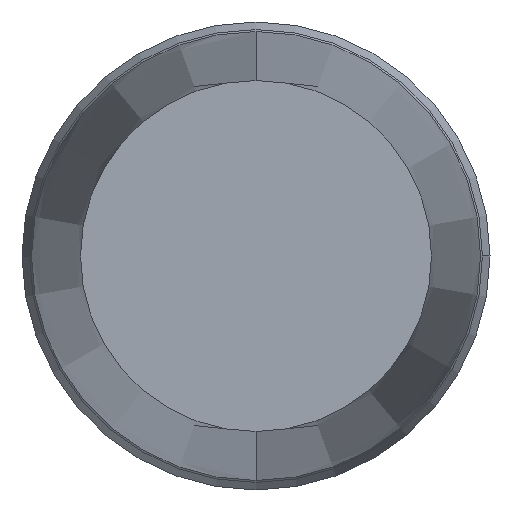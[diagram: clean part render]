
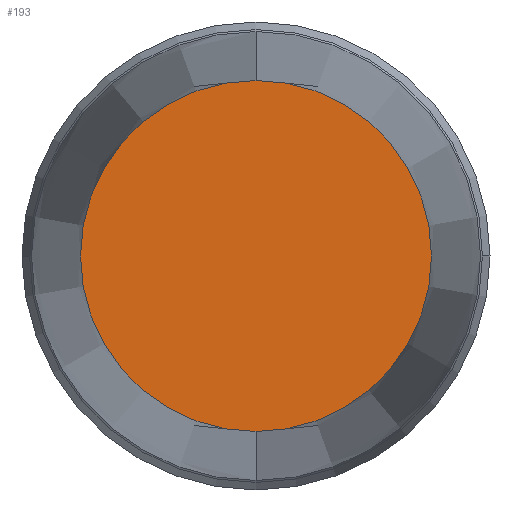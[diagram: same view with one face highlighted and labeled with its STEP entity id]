
A CAD part, front view. The second image highlights one B-rep face of the part: STEP entity #193.
In plain terms, the highlighted planar face has unit normal (0, -1, 0).
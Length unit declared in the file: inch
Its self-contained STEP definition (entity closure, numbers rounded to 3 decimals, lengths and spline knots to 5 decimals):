
#1 = AXIS2_PLACEMENT_3D ( 'NONE', #317, #145, #42 ) ;
#6 = EDGE_CURVE ( 'NONE', #321, #11, #78, .T. ) ;
#11 = VERTEX_POINT ( 'NONE', #107 ) ;
#17 = DIRECTION ( 'NONE',  ( 0., -1., 0. ) ) ;
#42 = DIRECTION ( 'NONE',  ( 0., 0., -1. ) ) ;
#55 = AXIS2_PLACEMENT_3D ( 'NONE', #273, #17, #58 ) ;
#58 = DIRECTION ( 'NONE',  ( 0., 0., -1. ) ) ;
#78 = CIRCLE ( 'NONE', #1, 0.09375 ) ;
#86 = AXIS2_PLACEMENT_3D ( 'NONE', #171, #164, #311 ) ;
#107 = CARTESIAN_POINT ( 'NONE',  ( 0., 0., 0.09375 ) ) ;
#115 = EDGE_LOOP ( 'NONE', ( #361, #291 ) ) ;
#135 = PLANE ( 'NONE',  #86 ) ;
#145 = DIRECTION ( 'NONE',  ( 0., -1., 0. ) ) ;
#150 = CARTESIAN_POINT ( 'NONE',  ( 0., 0., -0.09375 ) ) ;
#164 = DIRECTION ( 'NONE',  ( 0., -1., 0. ) ) ;
#170 = CIRCLE ( 'NONE', #55, 0.09375 ) ;
#171 = CARTESIAN_POINT ( 'NONE',  ( 0., 0., 0. ) ) ;
#193 = ADVANCED_FACE ( 'NONE', ( #417 ), #135, .T. ) ;
#273 = CARTESIAN_POINT ( 'NONE',  ( 0., 0., 0. ) ) ;
#291 = ORIENTED_EDGE ( 'NONE', *, *, #6, .T. ) ;
#311 = DIRECTION ( 'NONE',  ( 0., 0., -1. ) ) ;
#312 = EDGE_CURVE ( 'NONE', #11, #321, #170, .T. ) ;
#317 = CARTESIAN_POINT ( 'NONE',  ( 0., 0., 0. ) ) ;
#321 = VERTEX_POINT ( 'NONE', #150 ) ;
#361 = ORIENTED_EDGE ( 'NONE', *, *, #312, .T. ) ;
#417 = FACE_OUTER_BOUND ( 'NONE', #115, .T. ) ;
